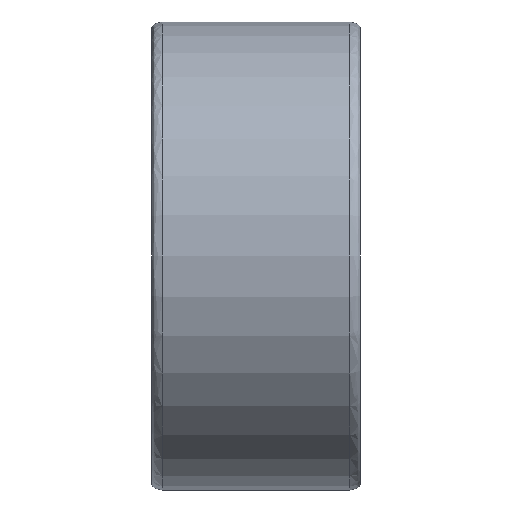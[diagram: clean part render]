
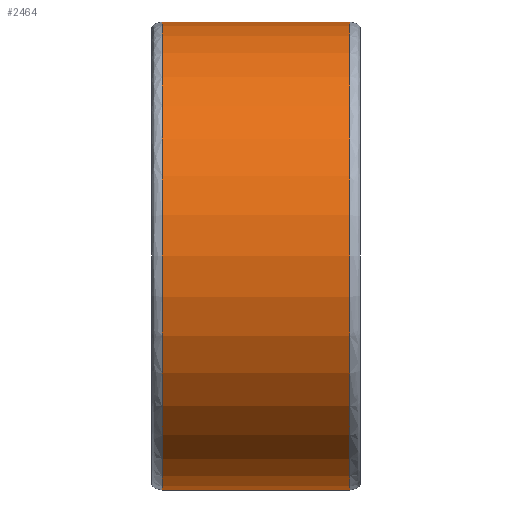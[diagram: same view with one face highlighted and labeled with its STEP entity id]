
A CAD part, left-side view. The second image highlights one B-rep face of the part: STEP entity #2464.
In plain terms, the highlighted cylindrical face has radius 4.502 mm (diameter 9.004 mm), a full revolution.
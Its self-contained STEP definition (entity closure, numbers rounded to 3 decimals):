
#2414=CARTESIAN_POINT('',(0.,0.,0.));
#2415=DIRECTION('',(0.,1.,0.));
#2416=DIRECTION('',(0.,-0.,1.));
#2417=AXIS2_PLACEMENT_3D('',#2414,#2415,#2416);
#2418=CYLINDRICAL_SURFACE('',#2417,4.502);
#2419=CARTESIAN_POINT('',(-0.,1.808,4.502));
#2420=VERTEX_POINT('',#2419);
#2421=CARTESIAN_POINT('',(0.,-1.808,4.502));
#2422=VERTEX_POINT('',#2421);
#2423=CARTESIAN_POINT('',(0.,1.808,4.502));
#2424=DIRECTION('',(-0.,-1.,-0.));
#2425=VECTOR('',#2424,3.615);
#2426=LINE('',#2423,#2425);
#2427=EDGE_CURVE('',#2420,#2422,#2426,.T.);
#2428=ORIENTED_EDGE('',*,*,#2427,.T.);
#2429=CARTESIAN_POINT('',(0.,-1.808,-4.502));
#2430=VERTEX_POINT('',#2429);
#2431=CARTESIAN_POINT('',(0.,-1.808,-0.));
#2432=DIRECTION('',(0.,-1.,0.));
#2433=DIRECTION('',(-1.,-0.,0.));
#2434=AXIS2_PLACEMENT_3D('',#2431,#2432,#2433);
#2435=CIRCLE('',#2434,4.502);
#2436=EDGE_CURVE('',#2430,#2422,#2435,.T.);
#2437=ORIENTED_EDGE('',*,*,#2436,.F.);
#2438=CARTESIAN_POINT('',(0.,-1.808,-0.));
#2439=DIRECTION('',(-0.,1.,0.));
#2440=DIRECTION('',(1.,0.,0.));
#2441=AXIS2_PLACEMENT_3D('',#2438,#2439,#2440);
#2442=CIRCLE('',#2441,4.502);
#2443=EDGE_CURVE('',#2430,#2422,#2442,.T.);
#2444=ORIENTED_EDGE('',*,*,#2443,.T.);
#2445=ORIENTED_EDGE('',*,*,#2427,.F.);
#2446=CARTESIAN_POINT('',(-0.,1.808,-4.502));
#2447=VERTEX_POINT('',#2446);
#2448=CARTESIAN_POINT('',(0.,1.808,-0.));
#2449=DIRECTION('',(-0.,1.,0.));
#2450=DIRECTION('',(1.,0.,0.));
#2451=AXIS2_PLACEMENT_3D('',#2448,#2449,#2450);
#2452=CIRCLE('',#2451,4.502);
#2453=EDGE_CURVE('',#2447,#2420,#2452,.T.);
#2454=ORIENTED_EDGE('',*,*,#2453,.F.);
#2455=CARTESIAN_POINT('',(-0.,1.808,-0.));
#2456=DIRECTION('',(0.,-1.,0.));
#2457=DIRECTION('',(-1.,-0.,0.));
#2458=AXIS2_PLACEMENT_3D('',#2455,#2456,#2457);
#2459=CIRCLE('',#2458,4.502);
#2460=EDGE_CURVE('',#2447,#2420,#2459,.T.);
#2461=ORIENTED_EDGE('',*,*,#2460,.T.);
#2462=EDGE_LOOP('',(#2428,#2437,#2444,#2445,#2454,#2461));
#2463=FACE_BOUND('',#2462,.T.);
#2464=ADVANCED_FACE('',(#2463),#2418,.T.);
